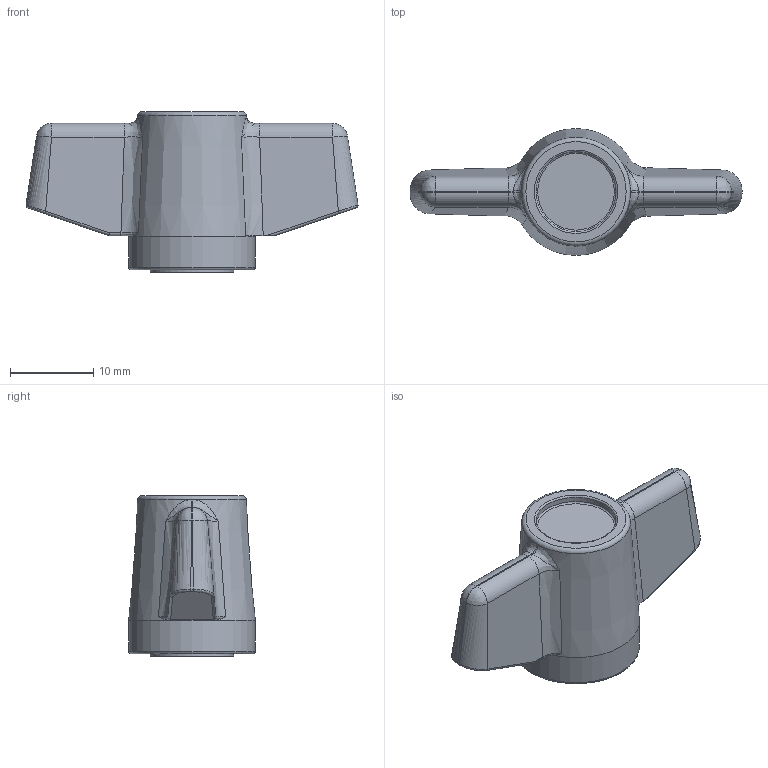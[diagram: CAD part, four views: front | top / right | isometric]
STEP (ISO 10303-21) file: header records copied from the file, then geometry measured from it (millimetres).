
FILE_DESCRIPTION( ( 'Unknown' ), '1' );
FILE_NAME( '6309508_GB40_M08.stp', 'Unknown', ( 'Unknown' ), ( 'Unknown' ), 'PSStep 11.0', 'Unknown', ' ' );
FILE_SCHEMA( ( 'AUTOMOTIVE_DESIGN { 1 0 10303 214 1 1 1 1 }' ) );
Length unit declared in the file: millimetre
Products named in the file (1): 6309508
Bounding box: 39.93 x 15.25 x 19.3 mm (x, y, z)
Volume: 3983.5 mm3; surface area: 2096.2 mm2
Topology: 1 solids, 1 shells, 70 faces, 165 edges, 96 vertices
Faces by surface type: bspline 26, cylinder 19, plane 16, torus 6, cone 3
Full cylindrical faces by diameter (mm): 6.647 x2, 9.628 x1, 10 x1, 15.251 x1
Entity records: 10513 total; most frequent: CARTESIAN_POINT 8621, ORIENTED_EDGE 282, DIRECTION 236, EDGE_CURVE 141, AXIS2_PLACEMENT_3D 102, VERTEX_POINT 90, EDGE_LOOP 86, FACE_OUTER_BOUND 79
